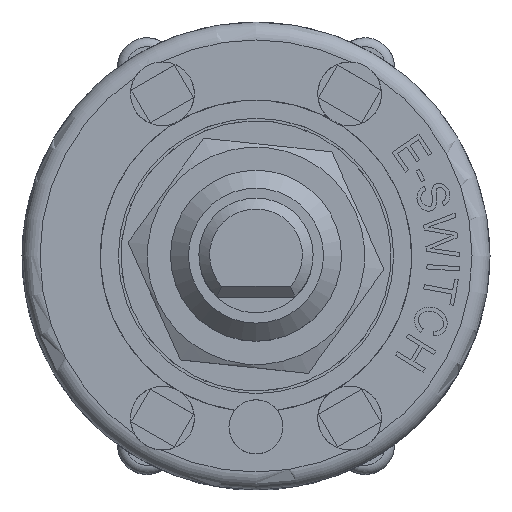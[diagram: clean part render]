
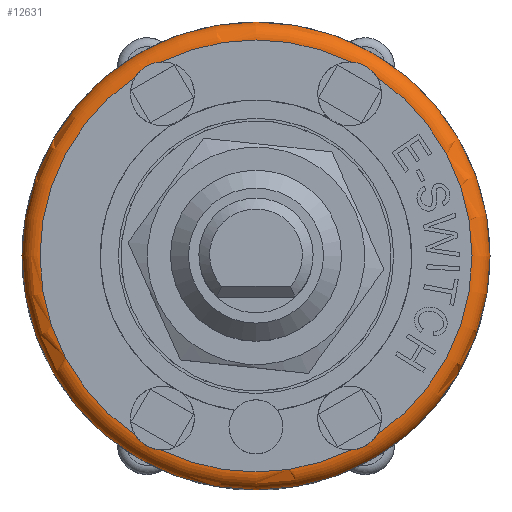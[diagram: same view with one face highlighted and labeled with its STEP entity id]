
A CAD part, top view. The second image highlights one B-rep face of the part: STEP entity #12631.
In plain terms, the highlighted toroidal (fillet/blend) face has major radius 12 mm and minor radius 1 mm.
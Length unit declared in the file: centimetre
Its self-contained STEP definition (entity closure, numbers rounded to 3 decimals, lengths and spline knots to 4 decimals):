
#26=TOROIDAL_SURFACE('',#13294,1.2,0.1);
#1096=B_SPLINE_CURVE_WITH_KNOTS('',3,(#21952,#21953,#21954,#21955,#21956,
#21957,#21958,#21959,#21960,#21961,#21962,#21963),.UNSPECIFIED.,.F.,.F.,
(4,2,2,2,2,4),(-0.2692,-0.2446,-0.216,
-0.1921,-0.1645,-0.1357),.UNSPECIFIED.);
#1097=B_SPLINE_CURVE_WITH_KNOTS('',3,(#21975,#21976,#21977,#21978,#21979,
#21980,#21981,#21982,#21983,#21984,#21985,#21986),.UNSPECIFIED.,.F.,.F.,
(4,2,2,2,2,4),(-0.2692,-0.2446,-0.216,
-0.1921,-0.1645,-0.1357),.UNSPECIFIED.);
#1098=B_SPLINE_CURVE_WITH_KNOTS('',3,(#22003,#22004,#22005,#22006,#22007,
#22008,#22009,#22010,#22011,#22012,#22013,#22014),.UNSPECIFIED.,.F.,.F.,
(4,2,2,2,2,4),(-0.2692,-0.2446,-0.216,
-0.1921,-0.1645,-0.1357),.UNSPECIFIED.);
#1099=B_SPLINE_CURVE_WITH_KNOTS('',3,(#22036,#22037,#22038,#22039,#22040,
#22041,#22042,#22043,#22044,#22045,#22046,#22047),.UNSPECIFIED.,.F.,.F.,
(4,2,2,2,2,4),(-0.2692,-0.2446,-0.216,
-0.1921,-0.1645,-0.1357),.UNSPECIFIED.);
#1735=FACE_OUTER_BOUND('',#2494,.T.);
#2494=EDGE_LOOP('',(#11629,#11630,#11631,#11632,#11633,#11634,#11635,#11636,
#11637,#11638,#11639,#11640));
#5241=CIRCLE('',#13247,1.3);
#5268=CIRCLE('',#13295,0.1);
#5269=CIRCLE('',#13296,1.2);
#5270=CIRCLE('',#13297,1.2);
#5271=CIRCLE('',#13298,1.2);
#5272=CIRCLE('',#13299,1.2);
#5273=CIRCLE('',#13300,1.2);
#6432=VERTEX_POINT('',#21914);
#6440=VERTEX_POINT('',#21950);
#6441=VERTEX_POINT('',#21951);
#6444=VERTEX_POINT('',#21973);
#6445=VERTEX_POINT('',#21974);
#6450=VERTEX_POINT('',#22001);
#6451=VERTEX_POINT('',#22002);
#6458=VERTEX_POINT('',#22034);
#6459=VERTEX_POINT('',#22035);
#6462=VERTEX_POINT('',#22057);
#8199=EDGE_CURVE('',#6432,#6432,#5241,.T.);
#8217=EDGE_CURVE('',#6440,#6441,#1096,.T.);
#8223=EDGE_CURVE('',#6444,#6445,#1097,.T.);
#8231=EDGE_CURVE('',#6450,#6451,#1098,.T.);
#8241=EDGE_CURVE('',#6458,#6459,#1099,.T.);
#8247=EDGE_CURVE('',#6432,#6462,#5268,.T.);
#8248=EDGE_CURVE('',#6462,#6450,#5269,.T.);
#8249=EDGE_CURVE('',#6451,#6444,#5270,.T.);
#8250=EDGE_CURVE('',#6445,#6440,#5271,.T.);
#8251=EDGE_CURVE('',#6441,#6458,#5272,.T.);
#8252=EDGE_CURVE('',#6459,#6462,#5273,.T.);
#11629=ORIENTED_EDGE('',*,*,#8199,.T.);
#11630=ORIENTED_EDGE('',*,*,#8247,.T.);
#11631=ORIENTED_EDGE('',*,*,#8248,.T.);
#11632=ORIENTED_EDGE('',*,*,#8231,.T.);
#11633=ORIENTED_EDGE('',*,*,#8249,.T.);
#11634=ORIENTED_EDGE('',*,*,#8223,.T.);
#11635=ORIENTED_EDGE('',*,*,#8250,.T.);
#11636=ORIENTED_EDGE('',*,*,#8217,.T.);
#11637=ORIENTED_EDGE('',*,*,#8251,.T.);
#11638=ORIENTED_EDGE('',*,*,#8241,.T.);
#11639=ORIENTED_EDGE('',*,*,#8252,.T.);
#11640=ORIENTED_EDGE('',*,*,#8247,.F.);
#12631=ADVANCED_FACE('',(#1735),#26,.T.);
#13247=AXIS2_PLACEMENT_3D('',#21915,#15724,#15725);
#13294=AXIS2_PLACEMENT_3D('',#22056,#15835,#15836);
#13295=AXIS2_PLACEMENT_3D('',#22058,#15837,#15838);
#13296=AXIS2_PLACEMENT_3D('',#22059,#15839,#15840);
#13297=AXIS2_PLACEMENT_3D('',#22060,#15841,#15842);
#13298=AXIS2_PLACEMENT_3D('',#22061,#15843,#15844);
#13299=AXIS2_PLACEMENT_3D('',#22062,#15845,#15846);
#13300=AXIS2_PLACEMENT_3D('',#22063,#15847,#15848);
#15724=DIRECTION('center_axis',(0.,0.,1.));
#15725=DIRECTION('ref_axis',(-1.,0.,0.));
#15835=DIRECTION('center_axis',(0.,0.,-1.));
#15836=DIRECTION('ref_axis',(-1.,0.,0.));
#15837=DIRECTION('center_axis',(0.,-1.,0.));
#15838=DIRECTION('ref_axis',(1.,0.,0.));
#15839=DIRECTION('center_axis',(0.,0.,-1.));
#15840=DIRECTION('ref_axis',(-1.,0.,0.));
#15841=DIRECTION('center_axis',(0.,0.,-1.));
#15842=DIRECTION('ref_axis',(-1.,0.,0.));
#15843=DIRECTION('center_axis',(0.,0.,-1.));
#15844=DIRECTION('ref_axis',(-1.,0.,0.));
#15845=DIRECTION('center_axis',(0.,0.,-1.));
#15846=DIRECTION('ref_axis',(-1.,0.,0.));
#15847=DIRECTION('center_axis',(0.,0.,-1.));
#15848=DIRECTION('ref_axis',(-1.,0.,0.));
#21914=CARTESIAN_POINT('',(1.3,0.,0.95));
#21915=CARTESIAN_POINT('Origin',(0.,0.,0.95));
#21950=CARTESIAN_POINT('',(-0.67,0.9955,1.05));
#21951=CARTESIAN_POINT('',(-0.5271,1.078,1.05));
#21952=CARTESIAN_POINT('Ctrl Pts',(-0.67,0.9955,
1.05));
#21953=CARTESIAN_POINT('Ctrl Pts',(-0.6646,1.0041,
1.05));
#21954=CARTESIAN_POINT('Ctrl Pts',(-0.6583,1.0124,
1.0498));
#21955=CARTESIAN_POINT('Ctrl Pts',(-0.6428,1.0294,
1.0491));
#21956=CARTESIAN_POINT('Ctrl Pts',(-0.6335,1.0377,
1.0488));
#21957=CARTESIAN_POINT('Ctrl Pts',(-0.615,1.051,1.0484));
#21958=CARTESIAN_POINT('Ctrl Pts',(-0.6061,1.0563,
1.0484));
#21959=CARTESIAN_POINT('Ctrl Pts',(-0.5859,1.0659,1.0487));
#21960=CARTESIAN_POINT('Ctrl Pts',(-0.5747,1.07,1.049));
#21961=CARTESIAN_POINT('Ctrl Pts',(-0.551,1.0759,1.0497));
#21962=CARTESIAN_POINT('Ctrl Pts',(-0.539,1.0775,
1.05));
#21963=CARTESIAN_POINT('Ctrl Pts',(-0.5271,1.078,
1.05));
#21973=CARTESIAN_POINT('',(-0.5271,-1.078,1.05));
#21974=CARTESIAN_POINT('',(-0.67,-0.9955,1.05));
#21975=CARTESIAN_POINT('Ctrl Pts',(-0.5271,-1.078,
1.05));
#21976=CARTESIAN_POINT('Ctrl Pts',(-0.5373,-1.0776,
1.05));
#21977=CARTESIAN_POINT('Ctrl Pts',(-0.5476,-1.0763,
1.0498));
#21978=CARTESIAN_POINT('Ctrl Pts',(-0.5701,-1.0714,1.0491));
#21979=CARTESIAN_POINT('Ctrl Pts',(-0.5819,-1.0675,
1.0488));
#21980=CARTESIAN_POINT('Ctrl Pts',(-0.6027,-1.0581,
1.0484));
#21981=CARTESIAN_POINT('Ctrl Pts',(-0.6117,-1.053,
1.0484));
#21982=CARTESIAN_POINT('Ctrl Pts',(-0.6301,-1.0404,
1.0487));
#21983=CARTESIAN_POINT('Ctrl Pts',(-0.6393,-1.0327,
1.049));
#21984=CARTESIAN_POINT('Ctrl Pts',(-0.6562,-1.0151,
1.0497));
#21985=CARTESIAN_POINT('Ctrl Pts',(-0.6637,-1.0055,
1.05));
#21986=CARTESIAN_POINT('Ctrl Pts',(-0.67,-0.9955,
1.05));
#22001=CARTESIAN_POINT('',(0.67,-0.9955,1.05));
#22002=CARTESIAN_POINT('',(0.5271,-1.078,1.05));
#22003=CARTESIAN_POINT('Ctrl Pts',(0.67,-0.9955,
1.05));
#22004=CARTESIAN_POINT('Ctrl Pts',(0.6646,-1.0041,
1.05));
#22005=CARTESIAN_POINT('Ctrl Pts',(0.6583,-1.0124,
1.0498));
#22006=CARTESIAN_POINT('Ctrl Pts',(0.6428,-1.0294,
1.0491));
#22007=CARTESIAN_POINT('Ctrl Pts',(0.6335,-1.0377,
1.0488));
#22008=CARTESIAN_POINT('Ctrl Pts',(0.615,-1.051,
1.0484));
#22009=CARTESIAN_POINT('Ctrl Pts',(0.6061,-1.0563,
1.0484));
#22010=CARTESIAN_POINT('Ctrl Pts',(0.5859,-1.0659,1.0487));
#22011=CARTESIAN_POINT('Ctrl Pts',(0.5747,-1.07,1.049));
#22012=CARTESIAN_POINT('Ctrl Pts',(0.551,-1.0759,
1.0497));
#22013=CARTESIAN_POINT('Ctrl Pts',(0.539,-1.0775,
1.05));
#22014=CARTESIAN_POINT('Ctrl Pts',(0.5271,-1.078,
1.05));
#22034=CARTESIAN_POINT('',(0.5271,1.078,1.05));
#22035=CARTESIAN_POINT('',(0.67,0.9955,1.05));
#22036=CARTESIAN_POINT('Ctrl Pts',(0.5271,1.078,1.05));
#22037=CARTESIAN_POINT('Ctrl Pts',(0.5373,1.0776,1.05));
#22038=CARTESIAN_POINT('Ctrl Pts',(0.5476,1.0763,1.0498));
#22039=CARTESIAN_POINT('Ctrl Pts',(0.5701,1.0714,1.0491));
#22040=CARTESIAN_POINT('Ctrl Pts',(0.5819,1.0675,1.0488));
#22041=CARTESIAN_POINT('Ctrl Pts',(0.6027,1.0581,1.0484));
#22042=CARTESIAN_POINT('Ctrl Pts',(0.6117,1.053,1.0484));
#22043=CARTESIAN_POINT('Ctrl Pts',(0.6301,1.0404,1.0487));
#22044=CARTESIAN_POINT('Ctrl Pts',(0.6393,1.0327,1.049));
#22045=CARTESIAN_POINT('Ctrl Pts',(0.6562,1.0151,1.0497));
#22046=CARTESIAN_POINT('Ctrl Pts',(0.6637,1.0055,1.05));
#22047=CARTESIAN_POINT('Ctrl Pts',(0.67,0.9955,
1.05));
#22056=CARTESIAN_POINT('Origin',(0.,0.,0.95));
#22057=CARTESIAN_POINT('',(1.2,0.,1.05));
#22058=CARTESIAN_POINT('Origin',(1.2,0.,0.95));
#22059=CARTESIAN_POINT('Origin',(0.,0.,1.05));
#22060=CARTESIAN_POINT('Origin',(0.,0.,1.05));
#22061=CARTESIAN_POINT('Origin',(0.,0.,1.05));
#22062=CARTESIAN_POINT('Origin',(0.,0.,1.05));
#22063=CARTESIAN_POINT('Origin',(0.,0.,1.05));
